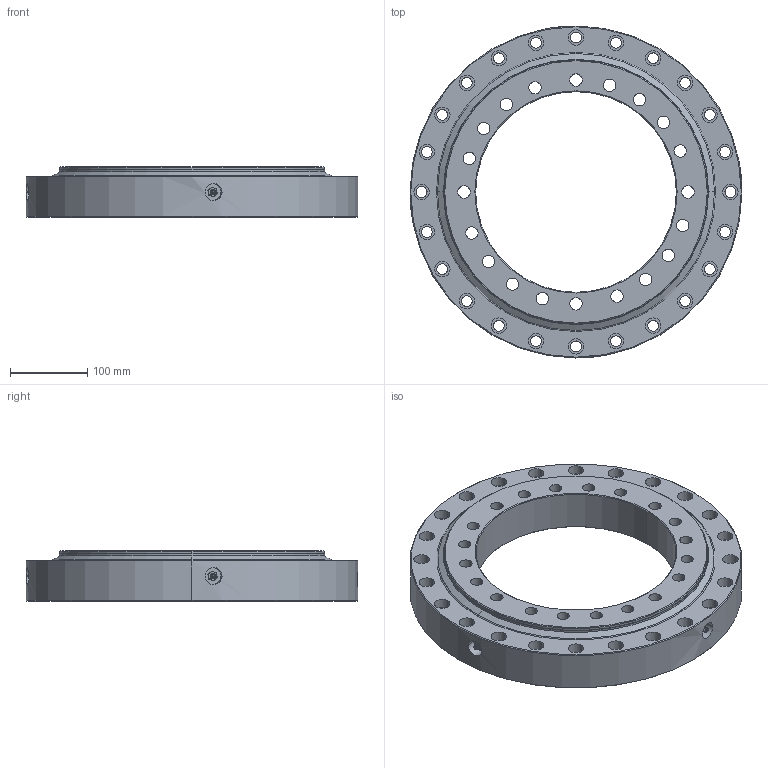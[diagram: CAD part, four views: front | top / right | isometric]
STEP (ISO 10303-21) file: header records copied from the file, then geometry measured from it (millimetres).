
FILE_DESCRIPTION (( 'STEP AP214' ), '1' );
FILE_NAME ('SD.430.25.15.D.1.STEP', '2017-06-27T14:19:57', ( '' ), ( '' ), 'SwSTEP 2.0', 'SolidWorks 2015', '' );
FILE_SCHEMA (( 'AUTOMOTIVE_DESIGN' ));
Length unit declared in the file: millimetre
Products named in the file (7): SD.430.25.15.D.1 - IR; SD.430.25.15.D.1; Ball D25; SD.430.25.15.D.1 - OR Seal; SD.430.25.15.D.1 - IR Seal; Grease nipple M10x1mm; SD.430.25.15.D.1 - OR
Assembly tree (45 placements, depth 2):
  SD.430.25.15.D.1
    SD.430.25.15.D.1 - IR
    SD.430.25.15.D.1 - OR
    Ball D25  x37
    SD.430.25.15.D.1 - IR Seal
    Grease nipple M10x1mm  x4
    SD.430.25.15.D.1 - OR Seal
Bounding box: 430 x 430 x 65 mm (x, y, z)
Volume: 4118477.9 mm3; surface area: 724220.1 mm2
Topology: 45 solids, 45 shells, 503 faces, 1246 edges, 799 vertices
Faces by surface type: cylinder 204, cone 96, plane 84, sphere 74, torus 45
Entity records: 11114 total; most frequent: CARTESIAN_POINT 2372, DIRECTION 1948, ORIENTED_EDGE 1546, AXIS2_PLACEMENT_3D 854, EDGE_CURVE 773, VERTEX_POINT 490, CIRCLE 477, EDGE_LOOP 469
